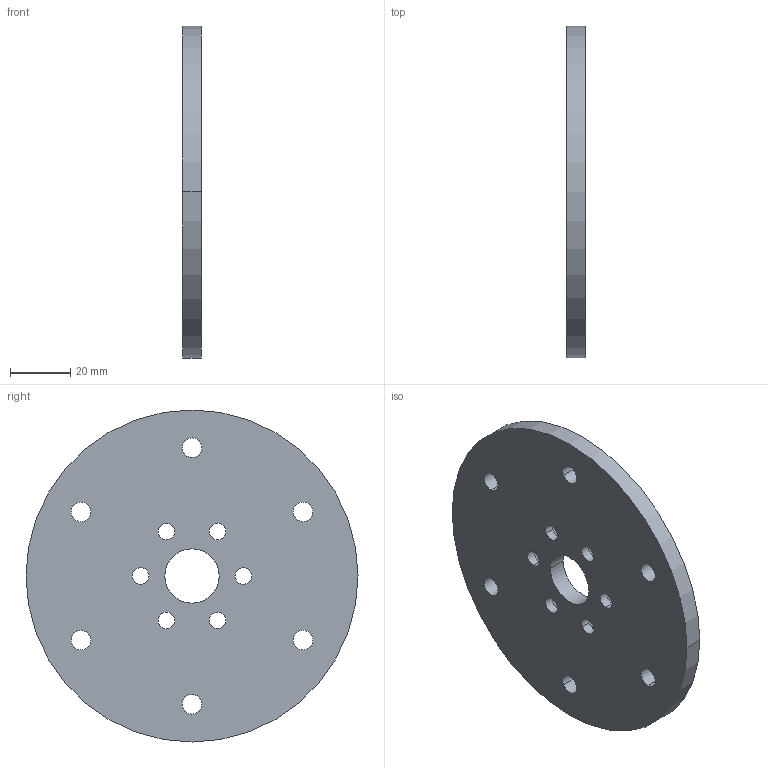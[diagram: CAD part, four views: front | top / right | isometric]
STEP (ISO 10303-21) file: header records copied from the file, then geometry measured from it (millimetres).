
FILE_DESCRIPTION(('CATIA V5 STEP Exchange'),'2;1');
FILE_NAME('disque crabot male B.stp','2019-04-15T20:57:32+00:00',('none'),('none'),'CATIA Version 5 Release 20 GA (IN-10)','CATIA V5 STEP AP203','none');
FILE_SCHEMA(('CONFIG_CONTROL_DESIGN'));
Length unit declared in the file: millimetre
Products named in the file (1): disque crabot male
Bounding box: 6 x 110 x 110 mm (x, y, z)
Volume: 52807 mm3; surface area: 21472.4 mm2
Topology: 1 solids, 1 shells, 42 faces, 108 edges, 68 vertices
Faces by surface type: cylinder 28, cone 12, plane 2
Entity records: 1260 total; most frequent: ORIENTED_EDGE 216, CARTESIAN_POINT 205, DIRECTION 164, EDGE_CURVE 108, AXIS2_PLACEMENT_3D 97, CIRCLE 68, EDGE_LOOP 68, VERTEX_POINT 68
